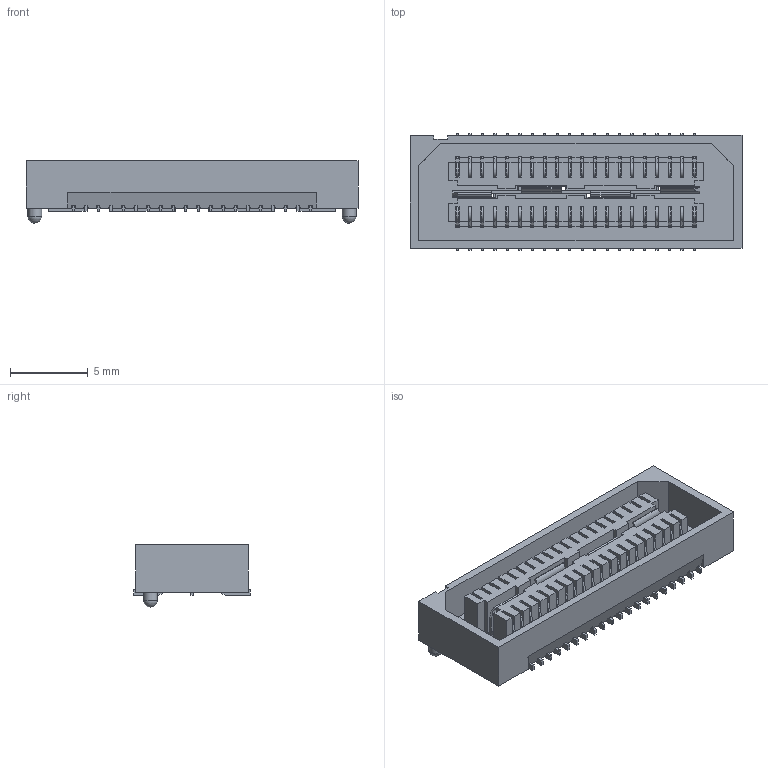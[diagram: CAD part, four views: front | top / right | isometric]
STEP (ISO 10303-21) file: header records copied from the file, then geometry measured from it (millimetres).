
FILE_DESCRIPTION(('FreeCAD Model'),'2;1');
FILE_NAME('QSE_020_01_F_D_A_cp.step','2018-06-13T09:17:15',('kicad StepUp'),('ksu MCAD'), 'Open CASCADE STEP processor 7.2','FreeCAD','Unknown');
FILE_SCHEMA(('AUTOMOTIVE_DESIGN { 1 0 10303 214 1 1 1 1 }'));
Length unit declared in the file: millimetre
Products named in the file (1): QSE_020_01_F_D_A_cp
Bounding box: 21.29 x 7.49 x 4.01 mm (x, y, z)
Volume: 271.3 mm3; surface area: 1487.8 mm2
Topology: 3 solids, 3 shells, 1541 faces, 4952 edges, 3302 vertices
Faces by surface type: plane 1247, cylinder 292, sphere 2
Full cylindrical faces by diameter (mm): 0.889 x2
Entity records: 65154 total; most frequent: ORIENTED_EDGE 9900, CARTESIAN_POINT 9808, DIRECTION 8770, EDGE_CURVE 4950, LINE 4206, VECTOR 4206, VERTEX_POINT 3302, AXIS2_PLACEMENT_3D 2282
